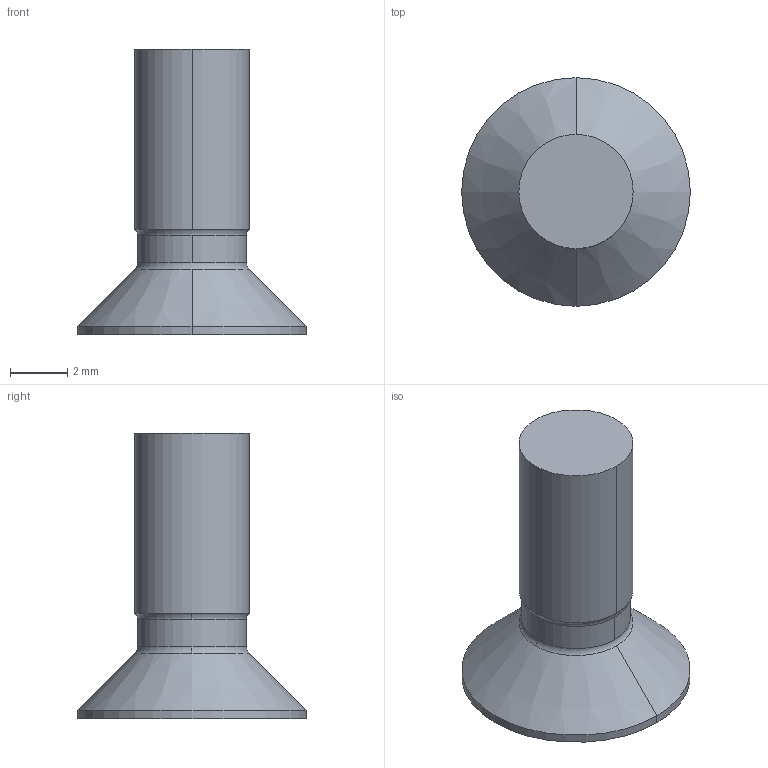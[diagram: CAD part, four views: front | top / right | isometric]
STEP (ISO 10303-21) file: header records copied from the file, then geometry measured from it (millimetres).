
FILE_DESCRIPTION(('STEP AP203'),'1');
FILE_NAME('vis_uni_5933_m4x10-10_9_0.stp','2021-05-28T08:31:38',('TraceParts'),('TraceParts S.A.'),'Spatial InterOp 3D',' ',' ');
FILE_SCHEMA(('CONFIG_CONTROL_DESIGN'));
Length unit declared in the file: millimetre
Products named in the file (1): 1
Bounding box: 8 x 8 x 10 mm (x, y, z)
Volume: 157.8 mm3; surface area: 237 mm2
Topology: 1 solids, 1 shells, 22 faces, 58 edges, 37 vertices
Faces by surface type: plane 8, cylinder 6, torus 4, cone 4
Entity records: 714 total; most frequent: CARTESIAN_POINT 132, DIRECTION 120, ORIENTED_EDGE 112, EDGE_CURVE 56, AXIS2_PLACEMENT_3D 49, VERTEX_POINT 37, CIRCLE 26, EDGE_LOOP 23
